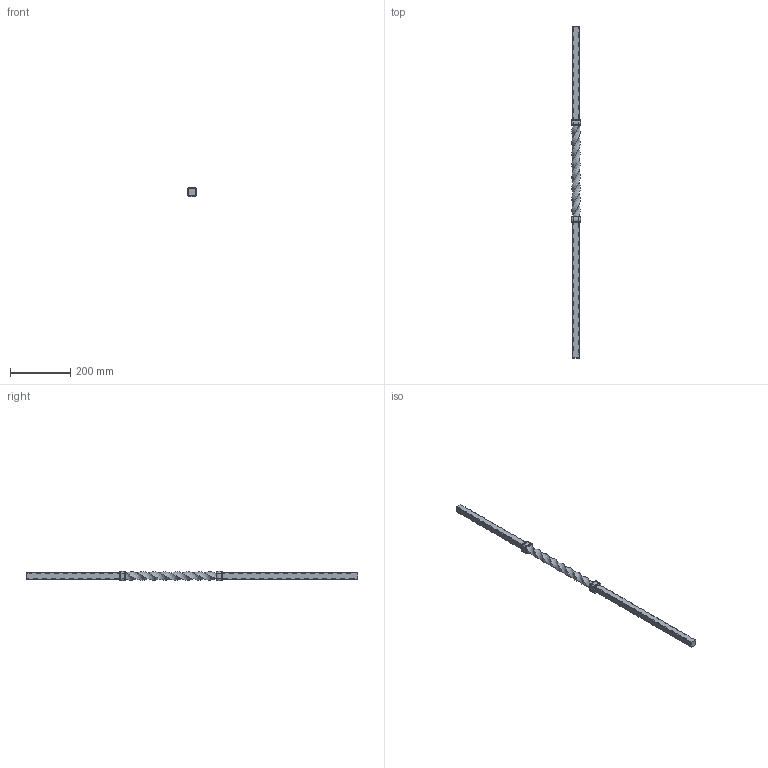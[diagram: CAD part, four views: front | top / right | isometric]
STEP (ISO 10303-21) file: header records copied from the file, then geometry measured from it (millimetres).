
FILE_DESCRIPTION (( 'STEP AP203' ), '1' );
FILE_NAME ('1011.STEP', '2023-04-27T10:34:57', ( '' ), ( '' ), 'SwSTEP 2.0', 'SolidWorks 2018', '' );
FILE_SCHEMA (( 'CONFIG_CONTROL_DESIGN' ));
Length unit declared in the file: millimetre
Products named in the file (1): 1011
Bounding box: 30.4 x 1100 x 30.4 mm (x, y, z)
Volume: 450998.2 mm3; surface area: 98053.4 mm2
Topology: 3 solids, 3 shells, 600 faces, 1655 edges, 860 vertices
Faces by surface type: plane 223, torus 178, cylinder 114, bspline 85
Entity records: 22048 total; most frequent: CARTESIAN_POINT 8307, ORIENTED_EDGE 2882, DIRECTION 2809, EDGE_CURVE 1441, AXIS2_PLACEMENT_3D 1020, VERTEX_POINT 860, LINE 769, VECTOR 769
